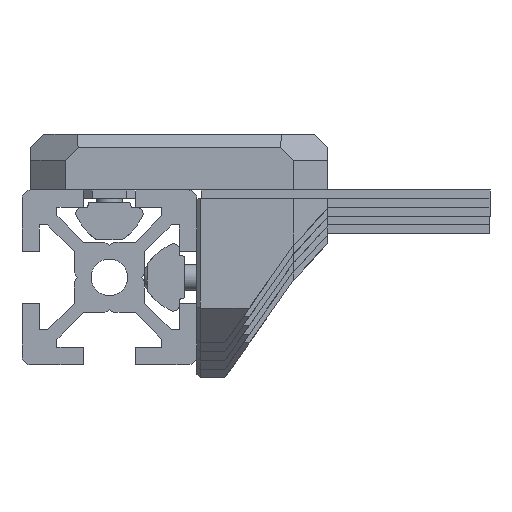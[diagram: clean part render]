
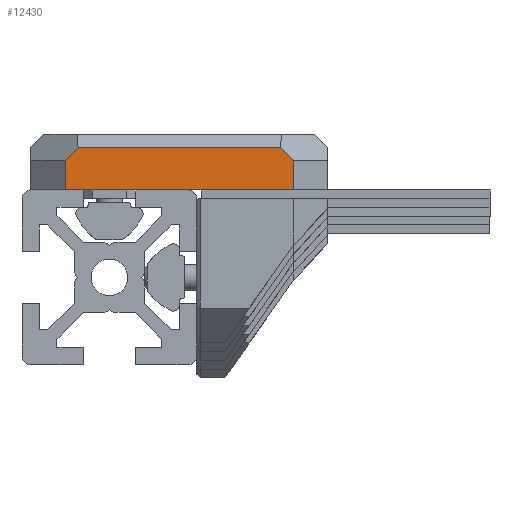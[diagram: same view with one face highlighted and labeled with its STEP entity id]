
A CAD part, front view. The second image highlights one B-rep face of the part: STEP entity #12430.
In plain terms, the highlighted face is planar.
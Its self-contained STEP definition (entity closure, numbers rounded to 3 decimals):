
#1101=FACE_OUTER_BOUND('',#1807,.T.);
#1807=EDGE_LOOP('',(#8709,#8710,#8711,#8712,#8713,#8714));
#2630=LINE('',#18264,#3999);
#2650=LINE('',#18303,#4019);
#2651=LINE('',#18305,#4020);
#2653=LINE('',#18319,#4022);
#2688=LINE('',#18390,#4057);
#2689=LINE('',#18392,#4058);
#3999=VECTOR('',#14679,10.);
#4019=VECTOR('',#14709,10.);
#4020=VECTOR('',#14712,10.);
#4022=VECTOR('',#14734,10.);
#4057=VECTOR('',#14795,10.);
#4058=VECTOR('',#14798,10.);
#5313=VERTEX_POINT('',#18261);
#5314=VERTEX_POINT('',#18263);
#5326=VERTEX_POINT('',#18297);
#5328=VERTEX_POINT('',#18301);
#5329=VERTEX_POINT('',#18317);
#5330=VERTEX_POINT('',#18318);
#6571=EDGE_CURVE('',#5313,#5314,#2630,.T.);
#6591=EDGE_CURVE('',#5328,#5326,#2650,.T.);
#6592=EDGE_CURVE('',#5326,#5313,#2651,.T.);
#6598=EDGE_CURVE('',#5329,#5330,#2653,.T.);
#6634=EDGE_CURVE('',#5329,#5314,#2688,.T.);
#6635=EDGE_CURVE('',#5330,#5328,#2689,.T.);
#8709=ORIENTED_EDGE('',*,*,#6634,.T.);
#8710=ORIENTED_EDGE('',*,*,#6571,.F.);
#8711=ORIENTED_EDGE('',*,*,#6592,.F.);
#8712=ORIENTED_EDGE('',*,*,#6591,.F.);
#8713=ORIENTED_EDGE('',*,*,#6635,.F.);
#8714=ORIENTED_EDGE('',*,*,#6598,.F.);
#11905=PLANE('',#13325);
#12430=ADVANCED_FACE('',(#1101),#11905,.T.);
#13325=AXIS2_PLACEMENT_3D('',#18391,#14796,#14797);
#14679=DIRECTION('',(0.686,-0.728,0.));
#14709=DIRECTION('',(0.686,0.728,0.));
#14712=DIRECTION('',(1.,0.,0.));
#14734=DIRECTION('',(-1.,0.,0.));
#14795=DIRECTION('',(0.,1.,0.));
#14796=DIRECTION('center_axis',(0.,0.,
1.));
#14797=DIRECTION('ref_axis',(1.,0.,0.));
#14798=DIRECTION('',(0.,1.,0.));
#18261=CARTESIAN_POINT('',(-30.595,6.9,69.6));
#18263=CARTESIAN_POINT('',(-29.18,5.4,69.6));
#18264=CARTESIAN_POINT('',(-36.652,13.325,69.6));
#18297=CARTESIAN_POINT('',(-53.765,6.9,69.6));
#18301=CARTESIAN_POINT('',(-55.18,5.4,69.6));
#18303=CARTESIAN_POINT('',(-54.008,6.643,69.6));
#18305=CARTESIAN_POINT('',(-48.43,6.9,69.6));
#18317=CARTESIAN_POINT('',(-29.18,2.,69.6));
#18318=CARTESIAN_POINT('',(-55.18,2.,69.6));
#18319=CARTESIAN_POINT('',(-33.805,2.,69.6));
#18390=CARTESIAN_POINT('',(-29.18,4.2,69.6));
#18391=CARTESIAN_POINT('Origin',(-55.18,4.2,69.6));
#18392=CARTESIAN_POINT('',(-55.18,4.2,69.6));
